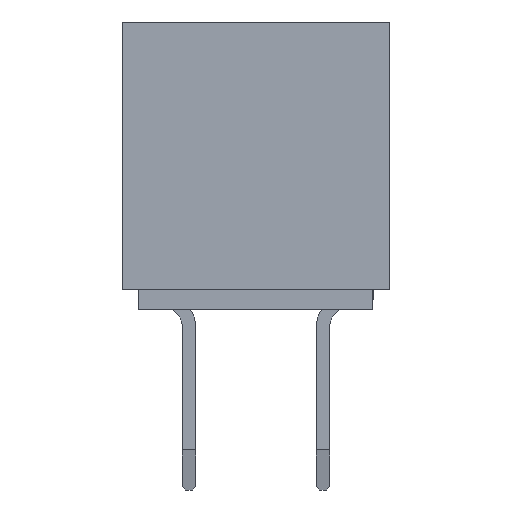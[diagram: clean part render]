
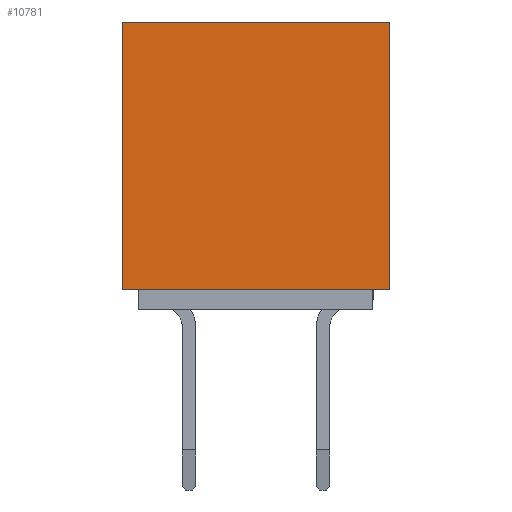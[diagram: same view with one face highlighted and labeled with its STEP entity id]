
A CAD part, left-side view. The second image highlights one B-rep face of the part: STEP entity #10781.
In plain terms, the highlighted planar face has unit normal (-1, 0, 0).
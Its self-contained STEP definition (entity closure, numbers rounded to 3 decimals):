
#766=ORIENTED_EDGE('',*,*,#3858,.T.);
#767=ORIENTED_EDGE('',*,*,#3859,.T.);
#768=ORIENTED_EDGE('',*,*,#3442,.T.);
#769=ORIENTED_EDGE('',*,*,#3860,.F.);
#3442=EDGE_CURVE('',#5003,#5001,#5976,.T.);
#3858=EDGE_CURVE('',#5390,#5391,#6392,.T.);
#3859=EDGE_CURVE('',#5391,#5003,#6393,.T.);
#3860=EDGE_CURVE('',#5390,#5001,#6394,.T.);
#5001=VERTEX_POINT('',#15014);
#5003=VERTEX_POINT('',#15017);
#5390=VERTEX_POINT('',#15876);
#5391=VERTEX_POINT('',#15877);
#5976=LINE('',#15016,#7460);
#6392=LINE('',#15875,#7876);
#6393=LINE('',#15878,#7877);
#6394=LINE('',#15879,#7878);
#7460=VECTOR('',#12099,1000.);
#7876=VECTOR('',#12627,1000.);
#7877=VECTOR('',#12628,1000.);
#7878=VECTOR('',#12629,1000.);
#8964=EDGE_LOOP('',(#766,#767,#768,#769));
#9612=FACE_BOUND('',#8964,.T.);
#10232=PLANE('',#11399);
#10781=ADVANCED_FACE('',(#9612),#10232,.T.);
#11399=AXIS2_PLACEMENT_3D('',#15874,#12625,#12626);
#12099=DIRECTION('',(0.,1.,0.));
#12625=DIRECTION('',(-1.,0.,0.));
#12626=DIRECTION('',(0.,0.,1.));
#12627=DIRECTION('',(0.,-1.,0.));
#12628=DIRECTION('',(0.,0.,1.));
#12629=DIRECTION('',(0.,0.,1.));
#15014=CARTESIAN_POINT('',(-14.3,2.,2.15));
#15016=CARTESIAN_POINT('',(-14.3,-2.,2.15));
#15017=CARTESIAN_POINT('',(-14.3,-2.,2.15));
#15874=CARTESIAN_POINT('',(-14.3,-2.,-2.15));
#15875=CARTESIAN_POINT('',(-14.3,2.,-1.85));
#15876=CARTESIAN_POINT('',(-14.3,2.,-1.85));
#15877=CARTESIAN_POINT('',(-14.3,-2.,-1.85));
#15878=CARTESIAN_POINT('',(-14.3,-2.,-2.15));
#15879=CARTESIAN_POINT('',(-14.3,2.,-2.15));
